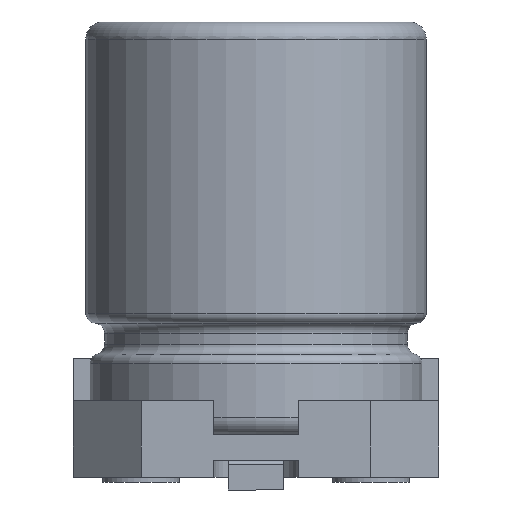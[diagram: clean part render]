
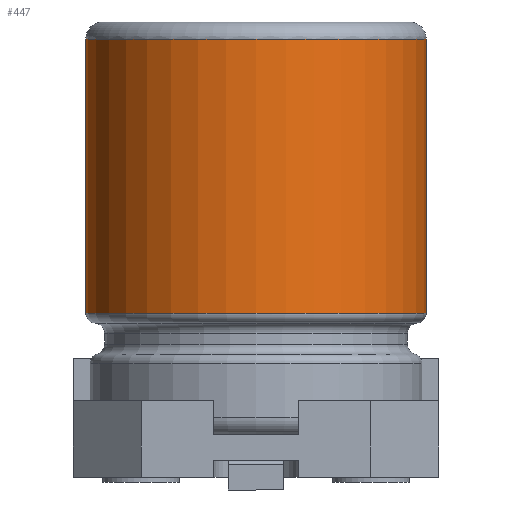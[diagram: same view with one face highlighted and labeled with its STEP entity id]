
A CAD part, front view. The second image highlights one B-rep face of the part: STEP entity #447.
In plain terms, the highlighted cylindrical face has radius 2 mm (diameter 4 mm), a full revolution.
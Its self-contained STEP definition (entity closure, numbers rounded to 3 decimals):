
#447 = ADVANCED_FACE( '', ( #1060, #1061 ), #1062, .T. );
#1060 = FACE_OUTER_BOUND( '', #1893, .T. );
#1061 = FACE_OUTER_BOUND( '', #1894, .T. );
#1062 = CYLINDRICAL_SURFACE( '', #1895, 2. );
#1893 = EDGE_LOOP( '', ( #3161 ) );
#1894 = EDGE_LOOP( '', ( #3162 ) );
#1895 = AXIS2_PLACEMENT_3D( '', #3163, #3164, #3165 );
#3161 = ORIENTED_EDGE( '', *, *, #5409, .T. );
#3162 = ORIENTED_EDGE( '', *, *, #5410, .T. );
#3163 = CARTESIAN_POINT( '', ( 0., 0., 9.9 ) );
#3164 = DIRECTION( '', ( 0., 0., -1. ) );
#3165 = DIRECTION( '', ( 1., 0., 0. ) );
#5409 = EDGE_CURVE( '', #6561, #6561, #6562, .T. );
#5410 = EDGE_CURVE( '', #6563, #6563, #6564, .T. );
#6561 = VERTEX_POINT( '', #8407 );
#6562 = CIRCLE( '', #8408, 2. );
#6563 = VERTEX_POINT( '', #8409 );
#6564 = CIRCLE( '', #8410, 2. );
#8407 = CARTESIAN_POINT( '', ( -2., 0., 4.65 ) );
#8408 = AXIS2_PLACEMENT_3D( '', #10124, #10125, #10126 );
#8409 = CARTESIAN_POINT( '', ( 2., 0., 1.43 ) );
#8410 = AXIS2_PLACEMENT_3D( '', #10127, #10128, #10129 );
#10124 = CARTESIAN_POINT( '', ( 0., 0., 4.65 ) );
#10125 = DIRECTION( '', ( 0., 0., -1. ) );
#10126 = DIRECTION( '', ( -1., 0., 0. ) );
#10127 = CARTESIAN_POINT( '', ( 0., 0., 1.43 ) );
#10128 = DIRECTION( '', ( 0., 0., 1. ) );
#10129 = DIRECTION( '', ( 1., 0., 0. ) );
